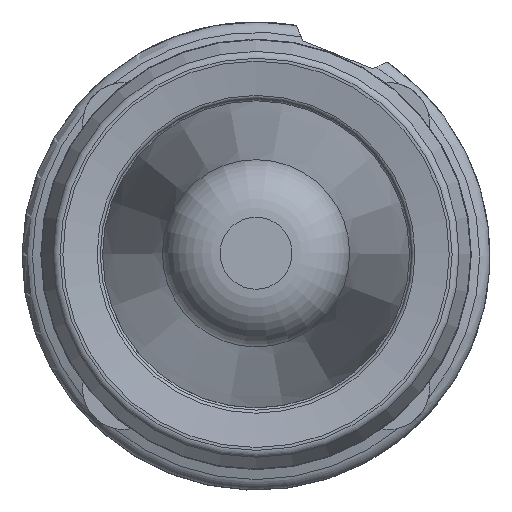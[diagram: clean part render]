
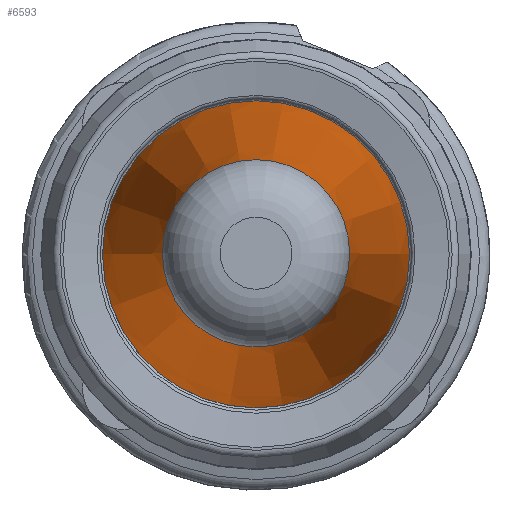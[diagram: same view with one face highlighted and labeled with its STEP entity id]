
A CAD part, top view. The second image highlights one B-rep face of the part: STEP entity #6593.
In plain terms, the highlighted conical face has half-angle 6.049 degrees and reference radius 12.5 mm.
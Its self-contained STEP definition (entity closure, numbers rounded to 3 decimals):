
#148=CONICAL_SURFACE('',#7213,12.5,0.106);
#1897=ORIENTED_EDGE('',*,*,#2627,.F.);
#1898=ORIENTED_EDGE('',*,*,#2626,.T.);
#2626=EDGE_CURVE('',#3118,#3118,#3462,.T.);
#2627=EDGE_CURVE('',#3119,#3119,#3463,.T.);
#3118=VERTEX_POINT('',#10352);
#3119=VERTEX_POINT('',#10355);
#3462=CIRCLE('',#7212,12.5);
#3463=CIRCLE('',#7214,20.5);
#3899=EDGE_LOOP('',(#1897));
#3900=EDGE_LOOP('',(#1898));
#4392=FACE_BOUND('',#3899,.T.);
#4393=FACE_BOUND('',#3900,.T.);
#6593=ADVANCED_FACE('',(#4392,#4393),#148,.T.);
#7212=AXIS2_PLACEMENT_3D('',#10351,#8605,#8606);
#7213=AXIS2_PLACEMENT_3D('',#10353,#8607,#8608);
#7214=AXIS2_PLACEMENT_3D('',#10354,#8609,#8610);
#8605=DIRECTION('',(0.,0.,-1.));
#8606=DIRECTION('',(-1.,0.,0.));
#8607=DIRECTION('',(0.,0.,-1.));
#8608=DIRECTION('',(-1.,0.,0.));
#8609=DIRECTION('',(0.,0.,-1.));
#8610=DIRECTION('',(-1.,0.,0.));
#10351=CARTESIAN_POINT('',(0.,0.,83.5));
#10352=CARTESIAN_POINT('',(-12.5,0.,83.5));
#10353=CARTESIAN_POINT('',(0.,0.,83.5));
#10354=CARTESIAN_POINT('',(0.,0.,8.));
#10355=CARTESIAN_POINT('',(-20.5,0.,8.));
